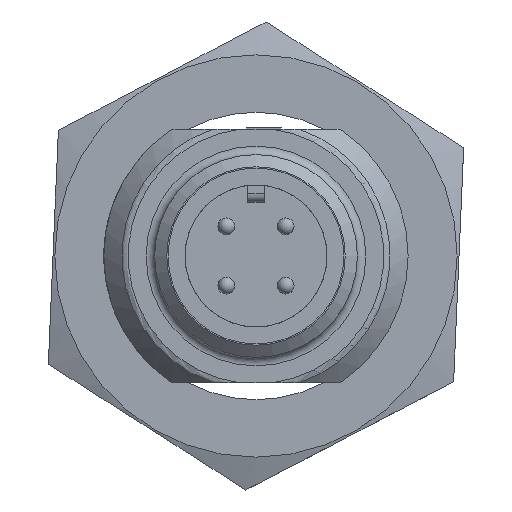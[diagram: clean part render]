
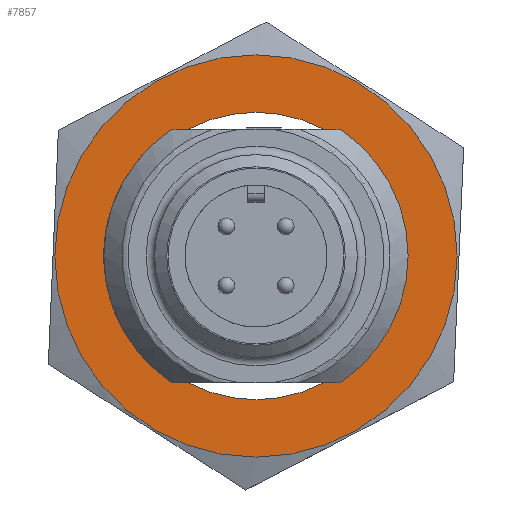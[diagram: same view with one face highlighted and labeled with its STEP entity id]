
A CAD part, left-side view. The second image highlights one B-rep face of the part: STEP entity #7857.
In plain terms, the highlighted planar face has unit normal (-1, 0, 0).
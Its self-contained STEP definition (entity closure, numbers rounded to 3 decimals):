
#183 = ORIENTED_EDGE ( 'NONE', *, *, #2194, .T. ) ;
#185 = ORIENTED_EDGE ( 'NONE', *, *, #5180, .T. ) ;
#186 = ORIENTED_EDGE ( 'NONE', *, *, #10502, .T. ) ;
#187 = ORIENTED_EDGE ( 'NONE', *, *, #7917, .T. ) ;
#188 = ORIENTED_EDGE ( 'NONE', *, *, #2193, .T. ) ;
#189 = ORIENTED_EDGE ( 'NONE', *, *, #7912, .T. ) ;
#190 = ORIENTED_EDGE ( 'NONE', *, *, #5179, .T. ) ;
#191 = ORIENTED_EDGE ( 'NONE', *, *, #10487, .T. ) ;
#192 = ORIENTED_EDGE ( 'NONE', *, *, #5178, .T. ) ;
#193 = ORIENTED_EDGE ( 'NONE', *, *, #10460, .T. ) ;
#194 = ORIENTED_EDGE ( 'NONE', *, *, #5176, .T. ) ;
#195 = ORIENTED_EDGE ( 'NONE', *, *, #5175, .T. ) ;
#198 = ORIENTED_EDGE ( 'NONE', *, *, #5177, .T. ) ;
#241 = EDGE_LOOP ( 'NONE', ( #193, #194, #198, #192, #191, #189, #190, #187, #186, #188, #185, #183 ) ) ;
#243 = EDGE_LOOP ( 'NONE', ( #195 ) ) ;
#1151 = CARTESIAN_POINT ( 'NONE',  ( -1., 0., -11.902 ) ) ;
#1535 = CARTESIAN_POINT ( 'NONE',  ( -1., 0., 0. ) ) ;
#1536 = DIRECTION ( 'NONE',  ( 1., 0., 0. ) ) ;
#1537 = DIRECTION ( 'NONE',  ( 0., 0., -1. ) ) ;
#1671 = CARTESIAN_POINT ( 'NONE',  ( -1., 0., 0. ) ) ;
#1672 = DIRECTION ( 'NONE',  ( 1., 0., 0. ) ) ;
#1673 = DIRECTION ( 'NONE',  ( 0., 0., -1. ) ) ;
#1741 = CARTESIAN_POINT ( 'NONE',  ( -1., 0., 0. ) ) ;
#1742 = DIRECTION ( 'NONE',  ( 1., 0., 0. ) ) ;
#1743 = DIRECTION ( 'NONE',  ( 0., 0., -1. ) ) ;
#1883 = VERTEX_POINT ( 'NONE', #1151 ) ;
#1944 = CIRCLE ( 'NONE', #2119, 9. ) ;
#1987 = AXIS2_PLACEMENT_3D ( 'NONE', #1535, #1536, #1537 ) ;
#1995 = CIRCLE ( 'NONE', #1987, 9. ) ;
#2015 = AXIS2_PLACEMENT_3D ( 'NONE', #1671, #1672, #1673 ) ;
#2099 = CIRCLE ( 'NONE', #2015, 9. ) ;
#2119 = AXIS2_PLACEMENT_3D ( 'NONE', #1741, #1742, #1743 ) ;
#2193 = EDGE_CURVE ( 'NONE', #6845, #4218, #8404, .T. ) ;
#2194 = EDGE_CURVE ( 'NONE', #4210, #6764, #8408, .T. ) ;
#2606 = AXIS2_PLACEMENT_3D ( 'NONE', #7729, #7730, #7731 ) ;
#2680 = CIRCLE ( 'NONE', #2746, 8.5 ) ;
#2683 = AXIS2_PLACEMENT_3D ( 'NONE', #3515, #3514, #3513 ) ;
#2693 = VECTOR ( 'NONE', #3511, 1000. ) ;
#2696 = CIRCLE ( 'NONE', #2683, 11.902 ) ;
#2717 = VECTOR ( 'NONE', #3509, 1000. ) ;
#2742 = VECTOR ( 'NONE', #3506, 1000. ) ;
#2746 = AXIS2_PLACEMENT_3D ( 'NONE', #3504, #3503, #3502 ) ;
#2790 = AXIS2_PLACEMENT_3D ( 'NONE', #3501, #3500, #3499 ) ;
#2940 = VECTOR ( 'NONE', #8880, 1000. ) ;
#2946 = VECTOR ( 'NONE', #8858, 1000. ) ;
#3499 = DIRECTION ( 'NONE',  ( 0., 0., -1. ) ) ;
#3500 = DIRECTION ( 'NONE',  ( 1., 0., 0. ) ) ;
#3501 = CARTESIAN_POINT ( 'NONE',  ( -1., 0., 0. ) ) ;
#3502 = DIRECTION ( 'NONE',  ( 0., 0., -1. ) ) ;
#3503 = DIRECTION ( 'NONE',  ( 1., 0., 0. ) ) ;
#3504 = CARTESIAN_POINT ( 'NONE',  ( -1., 0., 0. ) ) ;
#3506 = DIRECTION ( 'NONE',  ( 0., -1., 0. ) ) ;
#3507 = CARTESIAN_POINT ( 'NONE',  ( -1., 7.5, 0.45 ) ) ;
#3509 = DIRECTION ( 'NONE',  ( 0., 0., 1. ) ) ;
#3510 = CARTESIAN_POINT ( 'NONE',  ( -1., 9., 7.438 ) ) ;
#3511 = DIRECTION ( 'NONE',  ( 0., 1., 0. ) ) ;
#3512 = CARTESIAN_POINT ( 'NONE',  ( -1., 7.5, -0.424 ) ) ;
#3513 = DIRECTION ( 'NONE',  ( 0., 0., -1. ) ) ;
#3514 = DIRECTION ( 'NONE',  ( -1., 0., 0. ) ) ;
#3515 = CARTESIAN_POINT ( 'NONE',  ( -1., 0., 0. ) ) ;
#3802 = CIRCLE ( 'NONE', #2790, 8.5 ) ;
#3979 = VECTOR ( 'NONE', #5131, 1000. ) ;
#3980 = VECTOR ( 'NONE', #5046, 1000. ) ;
#4210 = VERTEX_POINT ( 'NONE', #10057 ) ;
#4218 = VERTEX_POINT ( 'NONE', #10066 ) ;
#4538 = VERTEX_POINT ( 'NONE', #9919 ) ;
#4546 = VERTEX_POINT ( 'NONE', #9913 ) ;
#4892 = CARTESIAN_POINT ( 'NONE',  ( -1., 9.991, -7.5 ) ) ;
#5023 = CARTESIAN_POINT ( 'NONE',  ( -1., 9.991, -7.5 ) ) ;
#5046 = DIRECTION ( 'NONE',  ( 0., 1., 0. ) ) ;
#5131 = DIRECTION ( 'NONE',  ( 0., 1., 0. ) ) ;
#5175 = EDGE_CURVE ( 'NONE', #1883, #1883, #2696, .T. ) ;
#5176 = EDGE_CURVE ( 'NONE', #6765, #4538, #7024, .T. ) ;
#5177 = EDGE_CURVE ( 'NONE', #4538, #4546, #7028, .T. ) ;
#5178 = EDGE_CURVE ( 'NONE', #4546, #6829, #7029, .T. ) ;
#5179 = EDGE_CURVE ( 'NONE', #6823, #6777, #2680, .T. ) ;
#5180 = EDGE_CURVE ( 'NONE', #4218, #4210, #3802, .T. ) ;
#6764 = VERTEX_POINT ( 'NONE', #7398 ) ;
#6765 = VERTEX_POINT ( 'NONE', #7399 ) ;
#6777 = VERTEX_POINT ( 'NONE', #7411 ) ;
#6823 = VERTEX_POINT ( 'NONE', #7459 ) ;
#6828 = VERTEX_POINT ( 'NONE', #7464 ) ;
#6829 = VERTEX_POINT ( 'NONE', #7465 ) ;
#6845 = VERTEX_POINT ( 'NONE', #7481 ) ;
#6847 = VERTEX_POINT ( 'NONE', #7483 ) ;
#7024 = LINE ( 'NONE', #3512, #2693 ) ;
#7028 = LINE ( 'NONE', #3510, #2717 ) ;
#7029 = LINE ( 'NONE', #3507, #2742 ) ;
#7119 = FACE_OUTER_BOUND ( 'NONE', #243, .T. ) ;
#7120 = FACE_BOUND ( 'NONE', #241, .T. ) ;
#7398 = CARTESIAN_POINT ( 'NONE',  ( -1., 4.975, -7.5 ) ) ;
#7399 = CARTESIAN_POINT ( 'NONE',  ( -1., 8.99, -0.424 ) ) ;
#7411 = CARTESIAN_POINT ( 'NONE',  ( -1., -4., 7.5 ) ) ;
#7459 = CARTESIAN_POINT ( 'NONE',  ( -1., 4., 7.5 ) ) ;
#7464 = CARTESIAN_POINT ( 'NONE',  ( -1., 4.975, 7.5 ) ) ;
#7465 = CARTESIAN_POINT ( 'NONE',  ( -1., 8.989, 0.45 ) ) ;
#7481 = CARTESIAN_POINT ( 'NONE',  ( -1., -4.975, -7.5 ) ) ;
#7483 = CARTESIAN_POINT ( 'NONE',  ( -1., -4.975, 7.5 ) ) ;
#7728 = PLANE ( 'NONE',  #2606 ) ;
#7729 = CARTESIAN_POINT ( 'NONE',  ( -1., 11.691, 7.438 ) ) ;
#7730 = DIRECTION ( 'NONE',  ( 1., 0., 0. ) ) ;
#7731 = DIRECTION ( 'NONE',  ( 0., 0., -1. ) ) ;
#7857 = ADVANCED_FACE ( 'NONE', ( #7119, #7120 ), #7728, .F. ) ;
#7912 = EDGE_CURVE ( 'NONE', #6828, #6823, #9643, .T. ) ;
#7917 = EDGE_CURVE ( 'NONE', #6777, #6847, #9645, .T. ) ;
#8404 = LINE ( 'NONE', #5023, #3980 ) ;
#8408 = LINE ( 'NONE', #4892, #3979 ) ;
#8857 = CARTESIAN_POINT ( 'NONE',  ( -1., 9.991, 7.5 ) ) ;
#8858 = DIRECTION ( 'NONE',  ( 0., -1., 0. ) ) ;
#8879 = CARTESIAN_POINT ( 'NONE',  ( -1., 9.991, 7.5 ) ) ;
#8880 = DIRECTION ( 'NONE',  ( 0., -1., 0. ) ) ;
#9643 = LINE ( 'NONE', #8857, #2946 ) ;
#9645 = LINE ( 'NONE', #8879, #2940 ) ;
#9913 = CARTESIAN_POINT ( 'NONE',  ( -1., 9., 0.45 ) ) ;
#9919 = CARTESIAN_POINT ( 'NONE',  ( -1., 9., -0.424 ) ) ;
#10057 = CARTESIAN_POINT ( 'NONE',  ( -1., 4., -7.5 ) ) ;
#10066 = CARTESIAN_POINT ( 'NONE',  ( -1., -4., -7.5 ) ) ;
#10460 = EDGE_CURVE ( 'NONE', #6764, #6765, #1995, .T. ) ;
#10487 = EDGE_CURVE ( 'NONE', #6829, #6828, #2099, .T. ) ;
#10502 = EDGE_CURVE ( 'NONE', #6847, #6845, #1944, .T. ) ;
